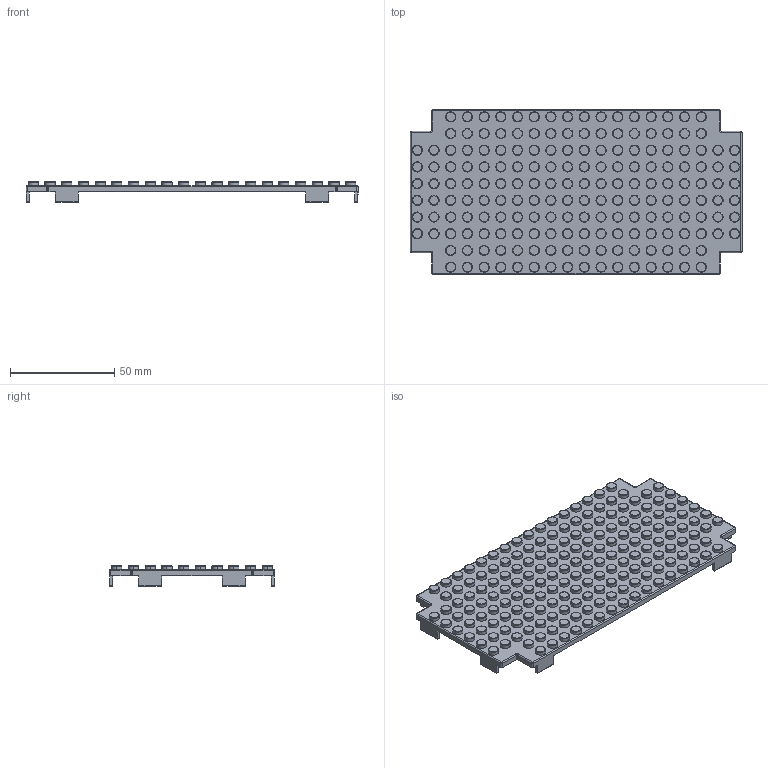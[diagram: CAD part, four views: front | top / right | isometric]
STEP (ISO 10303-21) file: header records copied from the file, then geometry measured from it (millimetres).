
FILE_DESCRIPTION (( 'STEP AP203' ), '1' );
FILE_NAME ('10-10024d.step', '2014-04-13T23:21:50', ( 'Nicholas Morozovsky' ), ( '' ), 'SwSTEP 2.0', 'SolidWorks 2012', '' );
FILE_SCHEMA (( 'CONFIG_CONTROL_DESIGN' ));
Length unit declared in the file: millimetre
Products named in the file (1): 10-10024d
Bounding box: 159 x 79 x 9.86 mm (x, y, z)
Volume: 26205.9 mm3; surface area: 35088.5 mm2
Topology: 1 solids, 1 shells, 1635 faces, 3368 edges, 2096 vertices
Faces by surface type: cylinder 796, plane 459, torus 372, sphere 8
Entity records: 43883 total; most frequent: DIRECTION 8868, CARTESIAN_POINT 7188, ORIENTED_EDGE 6720, AXIS2_PLACEMENT_3D 3904, EDGE_CURVE 3360, CIRCLE 2268, VERTEX_POINT 2096, EDGE_LOOP 2004
